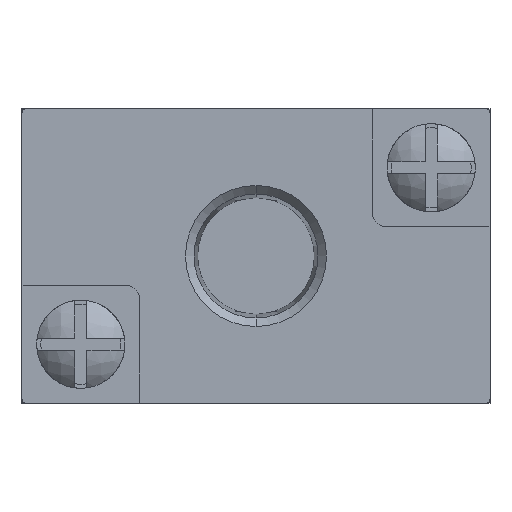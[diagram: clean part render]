
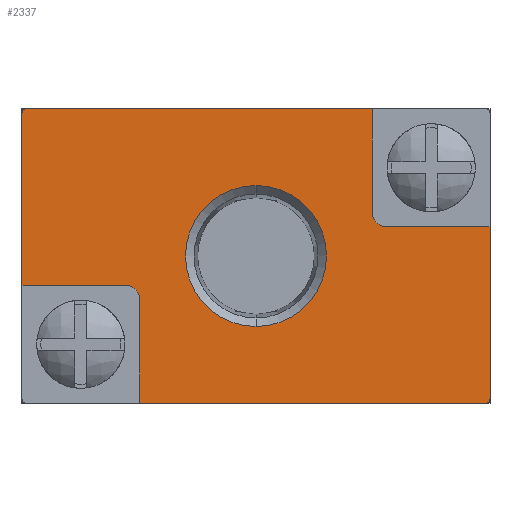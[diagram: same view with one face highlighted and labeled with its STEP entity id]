
A CAD part, front view. The second image highlights one B-rep face of the part: STEP entity #2337.
In plain terms, the highlighted planar face has unit normal (0, -1, 0).
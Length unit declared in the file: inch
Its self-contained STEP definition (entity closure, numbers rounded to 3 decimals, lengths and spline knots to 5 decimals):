
#2 = DIRECTION ( 'NONE',  ( 0., 1., 0. ) ) ;
#64 = DIRECTION ( 'NONE',  ( 0., 1., 0. ) ) ;
#110 = CARTESIAN_POINT ( 'NONE',  ( 0.38189, -0.82677, 0.08661 ) ) ;
#117 = ORIENTED_EDGE ( 'NONE', *, *, #1082, .F. ) ;
#158 = CIRCLE ( 'NONE', #2546, 0.01181 ) ;
#306 = DIRECTION ( 'NONE',  ( 0., 0., -1. ) ) ;
#364 = CARTESIAN_POINT ( 'NONE',  ( -0.68898, -0.82677, 0.42126 ) ) ;
#366 = DIRECTION ( 'NONE',  ( 0., -1., 0. ) ) ;
#418 = ORIENTED_EDGE ( 'NONE', *, *, #1536, .T. ) ;
#470 = VECTOR ( 'NONE', #2499, 39.37008 ) ;
#500 = CIRCLE ( 'NONE', #6046, 0.20754 ) ;
#642 = CIRCLE ( 'NONE', #4274, 0.01181 ) ;
#702 = LINE ( 'NONE', #5126, #2984 ) ;
#775 = LINE ( 'NONE', #364, #5647 ) ;
#821 = CARTESIAN_POINT ( 'NONE',  ( -0.34252, -0.82677, -0.43307 ) ) ;
#859 = CIRCLE ( 'NONE', #3513, 0.20754 ) ;
#870 = ORIENTED_EDGE ( 'NONE', *, *, #5804, .F. ) ;
#924 = DIRECTION ( 'NONE',  ( 0., 0., -1. ) ) ;
#1002 = VERTEX_POINT ( 'NONE', #2188 ) ;
#1035 = CARTESIAN_POINT ( 'NONE',  ( 0., -0.82677, 0.08661 ) ) ;
#1040 = VECTOR ( 'NONE', #5575, 39.37008 ) ;
#1082 = EDGE_CURVE ( 'NONE', #1806, #4795, #6004, .T. ) ;
#1151 = EDGE_CURVE ( 'NONE', #1002, #6022, #859, .T. ) ;
#1191 = ORIENTED_EDGE ( 'NONE', *, *, #2055, .F. ) ;
#1295 = CARTESIAN_POINT ( 'NONE',  ( -0.38189, -0.82677, -0.12598 ) ) ;
#1333 = VERTEX_POINT ( 'NONE', #2433 ) ;
#1395 = ORIENTED_EDGE ( 'NONE', *, *, #4908, .F. ) ;
#1463 = AXIS2_PLACEMENT_3D ( 'NONE', #5682, #2, #3385 ) ;
#1529 = CARTESIAN_POINT ( 'NONE',  ( -0.34252, -0.82677, -0.12598 ) ) ;
#1531 = CARTESIAN_POINT ( 'NONE',  ( 0., -0.82677, -0.08661 ) ) ;
#1536 = EDGE_CURVE ( 'NONE', #1806, #5228, #3846, .T. ) ;
#1598 = AXIS2_PLACEMENT_3D ( 'NONE', #1295, #4591, #1778 ) ;
#1635 = VECTOR ( 'NONE', #3891, 39.37008 ) ;
#1696 = CARTESIAN_POINT ( 'NONE',  ( -0.67717, -0.82677, 0.42126 ) ) ;
#1778 = DIRECTION ( 'NONE',  ( 0., 0., -1. ) ) ;
#1806 = VERTEX_POINT ( 'NONE', #1529 ) ;
#2021 = CARTESIAN_POINT ( 'NONE',  ( -0.67717, -0.82677, 0.43307 ) ) ;
#2055 = EDGE_CURVE ( 'NONE', #2089, #4144, #158, .T. ) ;
#2089 = VERTEX_POINT ( 'NONE', #3687 ) ;
#2103 = EDGE_LOOP ( 'NONE', ( #117, #418, #3268, #1191, #4388, #870, #2644, #4114, #3212, #5087, #1395, #3954 ) ) ;
#2176 = EDGE_LOOP ( 'NONE', ( #2257, #2422 ) ) ;
#2188 = CARTESIAN_POINT ( 'NONE',  ( 0., -0.82677, 0.20754 ) ) ;
#2193 = DIRECTION ( 'NONE',  ( 0., 0., -1. ) ) ;
#2229 = VECTOR ( 'NONE', #5627, 39.37008 ) ;
#2243 = VERTEX_POINT ( 'NONE', #3717 ) ;
#2257 = ORIENTED_EDGE ( 'NONE', *, *, #2738, .F. ) ;
#2289 = EDGE_CURVE ( 'NONE', #1333, #3889, #5106, .T. ) ;
#2337 = ADVANCED_FACE ( 'NONE', ( #2341, #5894 ), #2876, .F. ) ;
#2341 = FACE_OUTER_BOUND ( 'NONE', #2103, .T. ) ;
#2342 = DIRECTION ( 'NONE',  ( 0., -1., 0. ) ) ;
#2343 = DIRECTION ( 'NONE',  ( 1., 0., 0. ) ) ;
#2422 = ORIENTED_EDGE ( 'NONE', *, *, #1151, .F. ) ;
#2433 = CARTESIAN_POINT ( 'NONE',  ( 0.34252, -0.82677, 0.43307 ) ) ;
#2499 = DIRECTION ( 'NONE',  ( 1., 0., 0. ) ) ;
#2546 = AXIS2_PLACEMENT_3D ( 'NONE', #5964, #3204, #306 ) ;
#2623 = VERTEX_POINT ( 'NONE', #3203 ) ;
#2644 = ORIENTED_EDGE ( 'NONE', *, *, #3984, .T. ) ;
#2703 = CARTESIAN_POINT ( 'NONE',  ( -0.38189, -0.82677, -0.08661 ) ) ;
#2738 = EDGE_CURVE ( 'NONE', #6022, #1002, #500, .T. ) ;
#2852 = CARTESIAN_POINT ( 'NONE',  ( 0.34252, -0.82677, 0. ) ) ;
#2876 = PLANE ( 'NONE',  #1463 ) ;
#2918 = VERTEX_POINT ( 'NONE', #2021 ) ;
#2960 = CARTESIAN_POINT ( 'NONE',  ( 0.38189, -0.82677, 0.12598 ) ) ;
#2984 = VECTOR ( 'NONE', #2343, 39.37008 ) ;
#3049 = VECTOR ( 'NONE', #4135, 39.37008 ) ;
#3054 = LINE ( 'NONE', #1035, #470 ) ;
#3118 = EDGE_CURVE ( 'NONE', #2623, #2918, #642, .T. ) ;
#3196 = LINE ( 'NONE', #1531, #1635 ) ;
#3203 = CARTESIAN_POINT ( 'NONE',  ( -0.68898, -0.82677, 0.42126 ) ) ;
#3204 = DIRECTION ( 'NONE',  ( 0., 1., 0. ) ) ;
#3212 = ORIENTED_EDGE ( 'NONE', *, *, #5572, .F. ) ;
#3250 = CARTESIAN_POINT ( 'NONE',  ( 0., -0.82677, 0. ) ) ;
#3268 = ORIENTED_EDGE ( 'NONE', *, *, #3328, .F. ) ;
#3328 = EDGE_CURVE ( 'NONE', #4144, #5228, #4370, .T. ) ;
#3385 = DIRECTION ( 'NONE',  ( 0., 0., 1. ) ) ;
#3435 = DIRECTION ( 'NONE',  ( 0., 0., -1. ) ) ;
#3500 = CARTESIAN_POINT ( 'NONE',  ( -0.34252, -0.82677, -0.43307 ) ) ;
#3513 = AXIS2_PLACEMENT_3D ( 'NONE', #3250, #366, #3727 ) ;
#3687 = CARTESIAN_POINT ( 'NONE',  ( 0.68898, -0.82677, -0.42126 ) ) ;
#3717 = CARTESIAN_POINT ( 'NONE',  ( 0.68898, -0.82677, 0.08661 ) ) ;
#3721 = DIRECTION ( 'NONE',  ( 0., 0., 1. ) ) ;
#3727 = DIRECTION ( 'NONE',  ( 0., 0., -1. ) ) ;
#3846 = LINE ( 'NONE', #821, #3049 ) ;
#3889 = VERTEX_POINT ( 'NONE', #4265 ) ;
#3891 = DIRECTION ( 'NONE',  ( -1., 0., 0. ) ) ;
#3954 = ORIENTED_EDGE ( 'NONE', *, *, #5812, .F. ) ;
#3984 = EDGE_CURVE ( 'NONE', #5869, #3889, #5934, .T. ) ;
#4114 = ORIENTED_EDGE ( 'NONE', *, *, #2289, .F. ) ;
#4135 = DIRECTION ( 'NONE',  ( 0., 0., -1. ) ) ;
#4144 = VERTEX_POINT ( 'NONE', #5361 ) ;
#4265 = CARTESIAN_POINT ( 'NONE',  ( 0.34252, -0.82677, 0.12598 ) ) ;
#4274 = AXIS2_PLACEMENT_3D ( 'NONE', #1696, #4971, #2193 ) ;
#4310 = VERTEX_POINT ( 'NONE', #5974 ) ;
#4370 = LINE ( 'NONE', #4646, #1040 ) ;
#4388 = ORIENTED_EDGE ( 'NONE', *, *, #4457, .F. ) ;
#4457 = EDGE_CURVE ( 'NONE', #2243, #2089, #4857, .T. ) ;
#4591 = DIRECTION ( 'NONE',  ( 0., -1., 0. ) ) ;
#4646 = CARTESIAN_POINT ( 'NONE',  ( -0.67717, -0.82677, -0.43307 ) ) ;
#4795 = VERTEX_POINT ( 'NONE', #2703 ) ;
#4857 = LINE ( 'NONE', #6135, #2229 ) ;
#4908 = EDGE_CURVE ( 'NONE', #4310, #2623, #775, .T. ) ;
#4958 = VECTOR ( 'NONE', #924, 39.37008 ) ;
#4971 = DIRECTION ( 'NONE',  ( 0., 1., 0. ) ) ;
#5087 = ORIENTED_EDGE ( 'NONE', *, *, #3118, .F. ) ;
#5106 = LINE ( 'NONE', #2852, #4958 ) ;
#5125 = CARTESIAN_POINT ( 'NONE',  ( 0., -0.82677, 0. ) ) ;
#5126 = CARTESIAN_POINT ( 'NONE',  ( 0.67717, -0.82677, 0.43307 ) ) ;
#5228 = VERTEX_POINT ( 'NONE', #3500 ) ;
#5361 = CARTESIAN_POINT ( 'NONE',  ( 0.67717, -0.82677, -0.43307 ) ) ;
#5427 = CARTESIAN_POINT ( 'NONE',  ( 0., -0.82677, -0.20754 ) ) ;
#5572 = EDGE_CURVE ( 'NONE', #2918, #1333, #702, .T. ) ;
#5575 = DIRECTION ( 'NONE',  ( -1., 0., 0. ) ) ;
#5588 = DIRECTION ( 'NONE',  ( 0., 0., -1. ) ) ;
#5627 = DIRECTION ( 'NONE',  ( 0., 0., -1. ) ) ;
#5647 = VECTOR ( 'NONE', #3721, 39.37008 ) ;
#5682 = CARTESIAN_POINT ( 'NONE',  ( 0., -0.82677, 0. ) ) ;
#5804 = EDGE_CURVE ( 'NONE', #5869, #2243, #3054, .T. ) ;
#5812 = EDGE_CURVE ( 'NONE', #4795, #4310, #3196, .T. ) ;
#5869 = VERTEX_POINT ( 'NONE', #110 ) ;
#5894 = FACE_BOUND ( 'NONE', #2176, .T. ) ;
#5934 = CIRCLE ( 'NONE', #5965, 0.03937 ) ;
#5964 = CARTESIAN_POINT ( 'NONE',  ( 0.67717, -0.82677, -0.42126 ) ) ;
#5965 = AXIS2_PLACEMENT_3D ( 'NONE', #2960, #64, #3435 ) ;
#5974 = CARTESIAN_POINT ( 'NONE',  ( -0.68898, -0.82677, -0.08661 ) ) ;
#6004 = CIRCLE ( 'NONE', #1598, 0.03937 ) ;
#6022 = VERTEX_POINT ( 'NONE', #5427 ) ;
#6046 = AXIS2_PLACEMENT_3D ( 'NONE', #5125, #2342, #5588 ) ;
#6135 = CARTESIAN_POINT ( 'NONE',  ( 0.68898, -0.82677, -0.42126 ) ) ;
